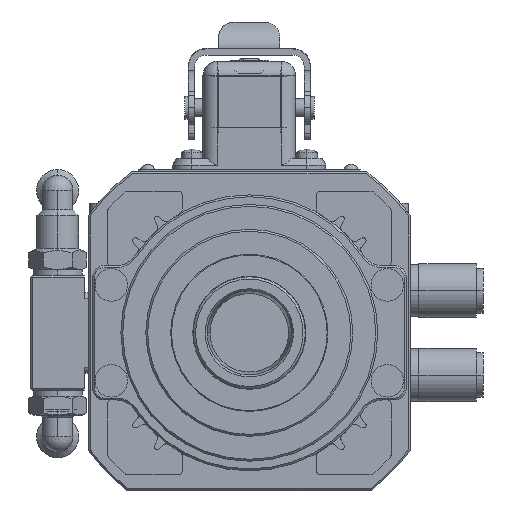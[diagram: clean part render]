
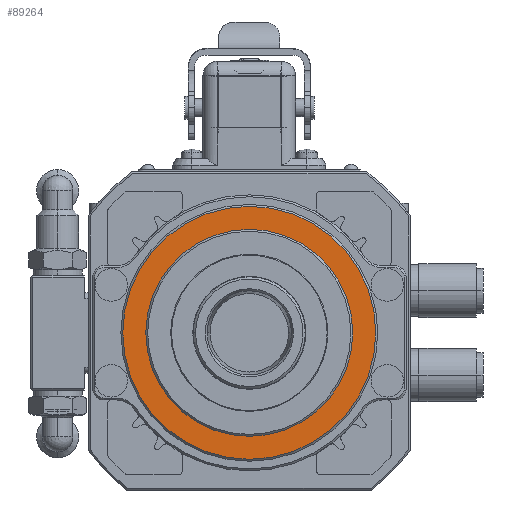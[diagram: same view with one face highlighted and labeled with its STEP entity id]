
A CAD part, front view. The second image highlights one B-rep face of the part: STEP entity #89264.
In plain terms, the highlighted planar face has unit normal (0, -1, 0).
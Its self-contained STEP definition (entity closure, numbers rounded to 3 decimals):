
#89228=CARTESIAN_POINT('',(-31.2,-50.,-2.));
#89229=DIRECTION('',(0.,1.,-0.));
#89230=DIRECTION('',(-0.,0.,1.));
#89231=AXIS2_PLACEMENT_3D('',#89228,#89229,#89230);
#89232=PLANE('',#89231);
#89233=CARTESIAN_POINT('',(-33.,-50.,0.));
#89234=VERTEX_POINT('',#89233);
#89235=CARTESIAN_POINT('',(-0.,-50.,-33.));
#89236=VERTEX_POINT('',#89235);
#89237=CARTESIAN_POINT('',(-0.,-50.,0.));
#89238=DIRECTION('',(-0.,-1.,0.));
#89239=DIRECTION('',(0.,-0.,-1.));
#89240=AXIS2_PLACEMENT_3D('',#89237,#89238,#89239);
#89241=CIRCLE('',#89240,33.);
#89242=EDGE_CURVE('',#89234,#89236,#89241,.T.);
#89243=ORIENTED_EDGE('',*,*,#89242,.T.);
#89244=CARTESIAN_POINT('',(-0.,-50.,0.));
#89245=DIRECTION('',(-0.,-1.,0.));
#89246=DIRECTION('',(0.,-0.,-1.));
#89247=AXIS2_PLACEMENT_3D('',#89244,#89245,#89246);
#89248=CIRCLE('',#89247,33.);
#89249=EDGE_CURVE('',#89236,#89234,#89248,.T.);
#89250=ORIENTED_EDGE('',*,*,#89249,.T.);
#89251=EDGE_LOOP('',(#89243,#89250));
#89252=FACE_BOUND('',#89251,.T.);
#89253=CARTESIAN_POINT('',(-25.,-50.,0.));
#89254=VERTEX_POINT('',#89253);
#89255=CARTESIAN_POINT('',(0.,-50.,0.));
#89256=DIRECTION('',(0.,-1.,0.));
#89257=DIRECTION('',(-1.,-0.,-0.));
#89258=AXIS2_PLACEMENT_3D('',#89255,#89256,#89257);
#89259=CIRCLE('',#89258,25.);
#89260=EDGE_CURVE('',#89254,#89254,#89259,.T.);
#89261=ORIENTED_EDGE('',*,*,#89260,.F.);
#89262=EDGE_LOOP('',(#89261));
#89263=FACE_BOUND('',#89262,.T.);
#89264=ADVANCED_FACE('',(#89252,#89263),#89232,.F.);
